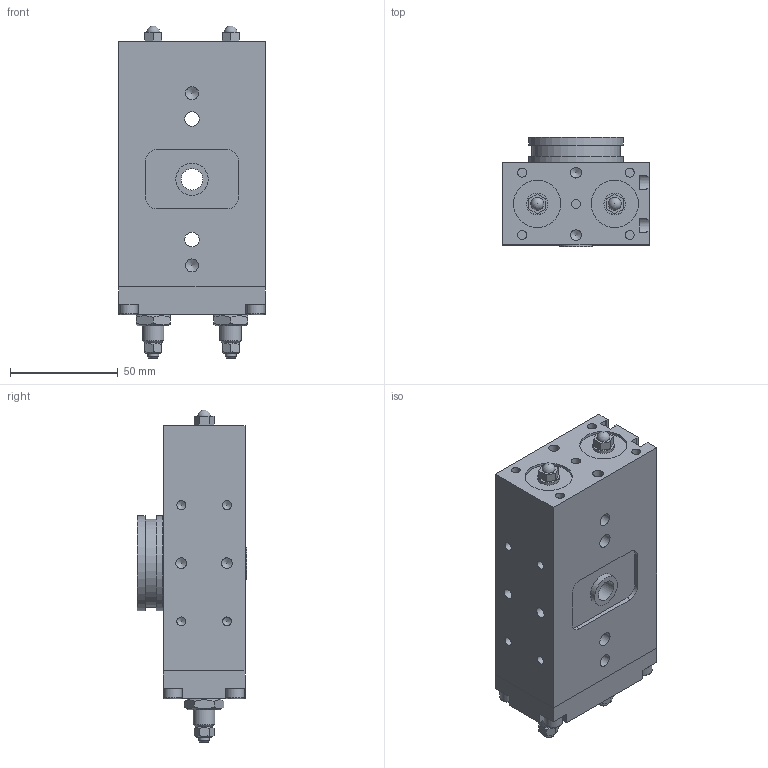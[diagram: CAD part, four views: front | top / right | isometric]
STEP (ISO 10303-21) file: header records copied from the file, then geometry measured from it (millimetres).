
FILE_DESCRIPTION(/* description */ (''),/* implementation_level */ '2;1');
FILE_NAME(/* name */ 'PAO 20-A-N-V3-RA.stp',/* time_stamp */ '2021-09-21T15:28:33+02:00',/* author */ ('Emilio'),/* organization */ (''),/* preprocessor_version */ 'ST-DEVELOPER v17.2',/* originating_system */ 'Autodesk Inventor 2019',/* authorisation */ '');
FILE_SCHEMA (('AUTOMOTIVE_DESIGN { 1 0 10303 214 3 1 1 }'));
Length unit declared in the file: millimetre
Products named in the file (13): PAO 20-A-N-V3-RA; PAO-20-CORPO; PAO-20-TESTATA; PAO-20-ALBERO; ISO 8734 - 5 x 14CSN EN ISO; AS 1420 - 1973 - M5 x 16; PAO-15-SILENZIATORE; TARGHETTA 22X52; Puntalino M10; DIN 913 - M10 x 40; ISO 4035 - M10; DIN 913 - M5 x 25; ISO 4032 - M5
Assembly tree (19 placements, depth 3):
  PAO 20-A-N-V3-RA
    PAO-20-CORPO
    PAO-20-TESTATA
    PAO-20-ALBERO
    AS 1420 - 1973 - M5 x 16  x5
    ISO 8734 - 5 x 14CSN EN ISO  x2
    PAO-15-SILENZIATORE  x2
    TARGHETTA 22X52
    Puntalino M10  x2
      DIN 913 - M10 x 40
      ISO 4035 - M10
      DIN 913 - M5 x 25
      ISO 4032 - M5
Bounding box: 68.01 x 50.76 x 154.2 mm (x, y, z)
Volume: 317252.3 mm3; surface area: 69875.6 mm2
Topology: 21 solids, 21 shells, 646 faces, 1761 edges, 1205 vertices
Faces by surface type: plane 361, cylinder 105, bspline 99, cone 69, torus 10, sphere 2
Full cylindrical faces by diameter (mm): 1.221 x2, 2.459 x2, 2.816 x1, 4.134 x22, 4.917 x2, 5 x19, 5.5 x5, 6 x2, 6.7 x2, 8.5 x5, 9 x1, 10 x5, 10.5 x2, 15 x2, 21.5 x1, 22 x4, 25 x1, 27 x2, 37 x1, 40 x1, 41 x1, 44 x2
Entity records: 17608 total; most frequent: CARTESIAN_POINT 4110, ORIENTED_EDGE 2824, DIRECTION 2410, EDGE_CURVE 1412, VERTEX_POINT 988, LINE 840, VECTOR 840, AXIS2_PLACEMENT_3D 785
